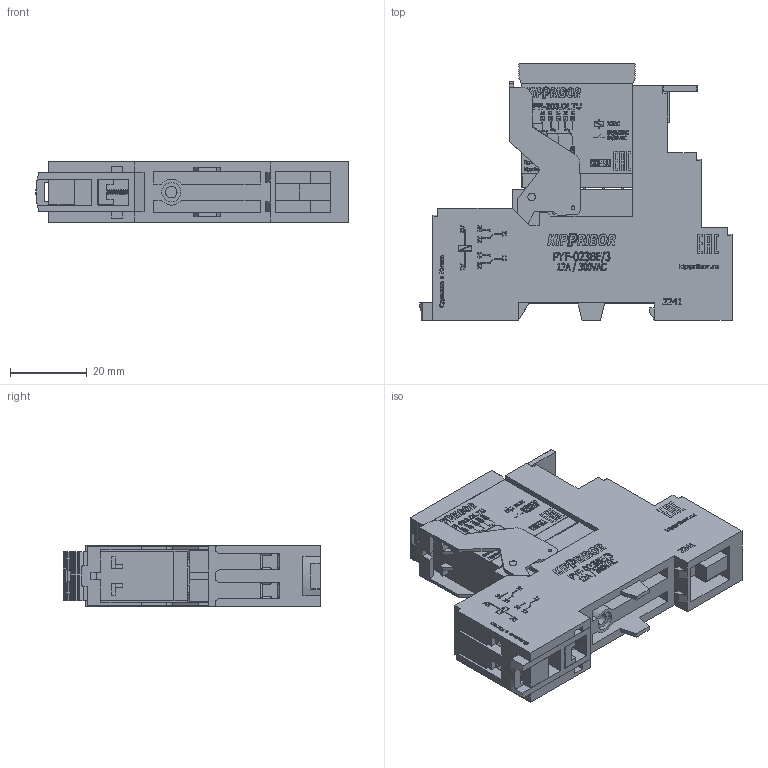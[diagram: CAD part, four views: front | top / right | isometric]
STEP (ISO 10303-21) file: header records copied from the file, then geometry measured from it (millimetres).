
FILE_DESCRIPTION(/* description */ (''),/* implementation_level */ '2;1');
FILE_NAME(/* name */ 'PYF-023BE-3.stp',/* time_stamp */ '2023-02-17T19:29:37+07:00',/* author */ ('YURY_'),/* organization */ (''),/* preprocessor_version */ 'ST-DEVELOPER v17.2',/* originating_system */ 'Autodesk Inventor 2019',/* authorisation */ '');
FILE_SCHEMA (('AUTOMOTIVE_DESIGN { 1 0 10303 214 3 1 1 }'));
Products named in the file (7): PYF-023BE-3; 1_PYF-023BE-3; 2_PYF-023BE-3; 4_PYF-023BE-3; 3_PYF-023BE-3; 5_PYF-023BE-3; 6_PYF-023BE-3
Assembly tree (6 placements, depth 2):
  PYF-023BE-3
    1_PYF-023BE-3
    2_PYF-023BE-3
    4_PYF-023BE-3
    3_PYF-023BE-3
    5_PYF-023BE-3
    6_PYF-023BE-3
Bounding box: 81.6 x 67.22 x 15.82 mm (x, y, z)
Volume: 49520.3 mm3; surface area: 22517.6 mm2
Topology: 6 solids, 6 shells, 4778 faces, 12925 edges, 8569 vertices
Faces by surface type: plane 3100, bspline 1455, cylinder 198, sphere 25
Full cylindrical faces by diameter (mm): 1 x8, 1.2 x3, 1.7 x1, 2 x4, 3 x1, 3.5 x1, 5 x1, 5.5 x8, 6 x1
Entity records: 159181 total; most frequent: CARTESIAN_POINT 47302, ORIENTED_EDGE 25848, DIRECTION 17134, EDGE_CURVE 12924, LINE 9564, VECTOR 9564, VERTEX_POINT 8569, EDGE_LOOP 5213
